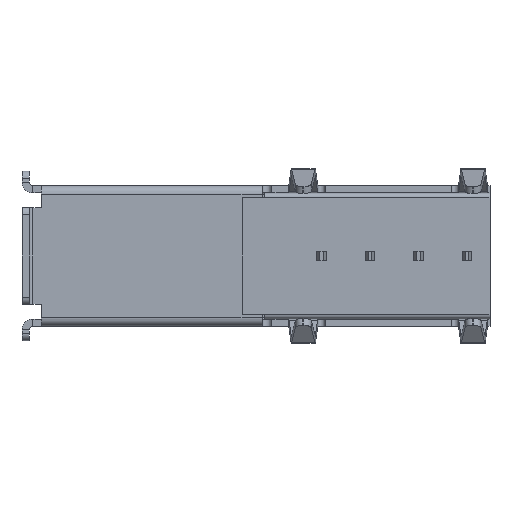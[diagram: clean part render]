
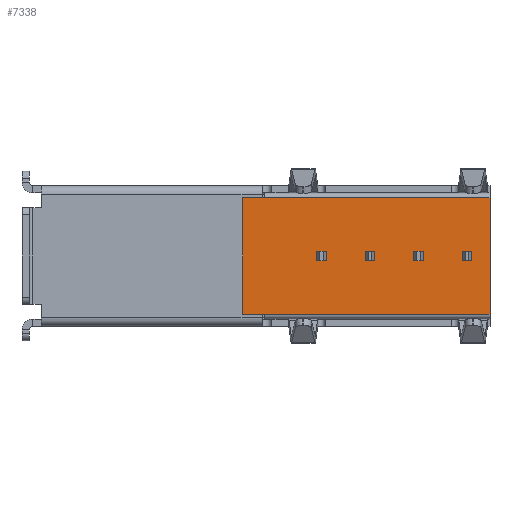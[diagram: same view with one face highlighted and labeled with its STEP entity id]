
A CAD part, front view. The second image highlights one B-rep face of the part: STEP entity #7338.
In plain terms, the highlighted planar face has unit normal (0, -1, 0).
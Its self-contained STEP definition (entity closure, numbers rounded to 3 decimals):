
#583 = VECTOR ( 'NONE', #7252, 1000. ) ;
#922 = VECTOR ( 'NONE', #12935, 1000. ) ;
#1215 = CARTESIAN_POINT ( 'NONE',  ( 9.65, 0., 2.4 ) ) ;
#1623 = CARTESIAN_POINT ( 'NONE',  ( -3.574, 0., 2.4 ) ) ;
#1659 = EDGE_CURVE ( 'NONE', #8105, #7342, #9075, .T. ) ;
#1848 = EDGE_CURVE ( 'NONE', #11085, #8105, #6036, .T. ) ;
#3142 = CARTESIAN_POINT ( 'NONE',  ( 9.65, 0., 2.4 ) ) ;
#3482 = CARTESIAN_POINT ( 'NONE',  ( -0.55, 0., -2.4 ) ) ;
#3576 = PLANE ( 'NONE',  #8457 ) ;
#4557 = DIRECTION ( 'NONE',  ( 0., -1., 0. ) ) ;
#4585 = DIRECTION ( 'NONE',  ( 1., 0., 0. ) ) ;
#4762 = CARTESIAN_POINT ( 'NONE',  ( -3.574, 0., -2.4 ) ) ;
#4894 = ORIENTED_EDGE ( 'NONE', *, *, #1848, .F. ) ;
#4982 = ORIENTED_EDGE ( 'NONE', *, *, #7961, .T. ) ;
#5732 = CARTESIAN_POINT ( 'NONE',  ( 9.65, 0., -2.4 ) ) ;
#5885 = ORIENTED_EDGE ( 'NONE', *, *, #9857, .F. ) ;
#6036 = LINE ( 'NONE', #1623, #11646 ) ;
#6243 = LINE ( 'NONE', #4762, #6730 ) ;
#6730 = VECTOR ( 'NONE', #4585, 1000. ) ;
#6840 = LINE ( 'NONE', #8641, #922 ) ;
#7252 = DIRECTION ( 'NONE',  ( 0., 0., -1. ) ) ;
#7338 = ADVANCED_FACE ( 'NONE', ( #8809 ), #3576, .T. ) ;
#7342 = VERTEX_POINT ( 'NONE', #5732 ) ;
#7943 = CARTESIAN_POINT ( 'NONE',  ( -0.55, 0., 2.4 ) ) ;
#7961 = EDGE_CURVE ( 'NONE', #13106, #7342, #6243, .T. ) ;
#8105 = VERTEX_POINT ( 'NONE', #3142 ) ;
#8457 = AXIS2_PLACEMENT_3D ( 'NONE', #12841, #4557, #10835 ) ;
#8641 = CARTESIAN_POINT ( 'NONE',  ( -0.55, 0., -2.4 ) ) ;
#8748 = ORIENTED_EDGE ( 'NONE', *, *, #1659, .F. ) ;
#8809 = FACE_OUTER_BOUND ( 'NONE', #9070, .T. ) ;
#9070 = EDGE_LOOP ( 'NONE', ( #4894, #5885, #4982, #8748 ) ) ;
#9075 = LINE ( 'NONE', #1215, #583 ) ;
#9857 = EDGE_CURVE ( 'NONE', #13106, #11085, #6840, .T. ) ;
#10835 = DIRECTION ( 'NONE',  ( 0., 0., -1. ) ) ;
#11085 = VERTEX_POINT ( 'NONE', #7943 ) ;
#11646 = VECTOR ( 'NONE', #12924, 1000. ) ;
#12841 = CARTESIAN_POINT ( 'NONE',  ( -3.574, 0., 2.4 ) ) ;
#12924 = DIRECTION ( 'NONE',  ( 1., 0., 0. ) ) ;
#12935 = DIRECTION ( 'NONE',  ( 0., 0., 1. ) ) ;
#13106 = VERTEX_POINT ( 'NONE', #3482 ) ;
